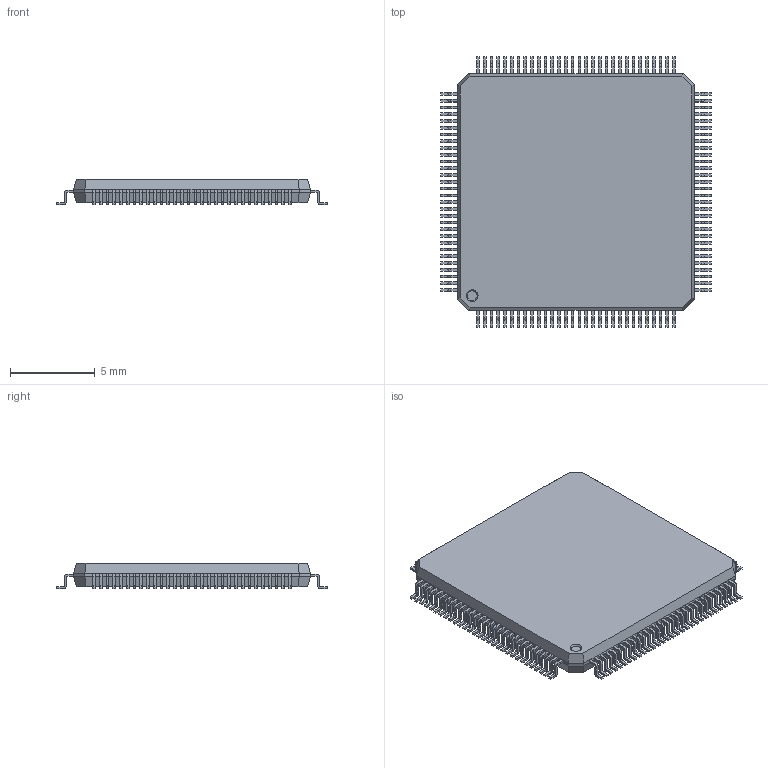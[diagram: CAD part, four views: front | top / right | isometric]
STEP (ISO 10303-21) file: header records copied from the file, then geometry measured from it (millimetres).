
FILE_DESCRIPTION(('STEP AP214'), '1');
FILE_NAME('QFP_package', '2019-01-11T21:06:26', ('Che'), (''), 'ASCON STEP Converter 1.3', 'ASCON Math Kernel', '');
FILE_SCHEMA(('AUTOMOTIVE_DESIGN { 1 0 10303 214 3 1 1}'));
Length unit declared in the file: millimetre
Bounding box: 16 x 16 x 1.5 mm (x, y, z)
Volume: 271.8 mm3; surface area: 562.1 mm2
Topology: 1 solids, 1 shells, 1588 faces, 4379 edges, 2914 vertices
Faces by surface type: plane 1107, cylinder 480, cone 1
Entity records: 63140 total; most frequent: CARTESIAN_POINT 8881, ORIENTED_EDGE 8756, DIRECTION 8518, EDGE_CURVE 4378, LINE 3416, VECTOR 3416, VERTEX_POINT 2914, AXIS2_PLACEMENT_3D 2551
